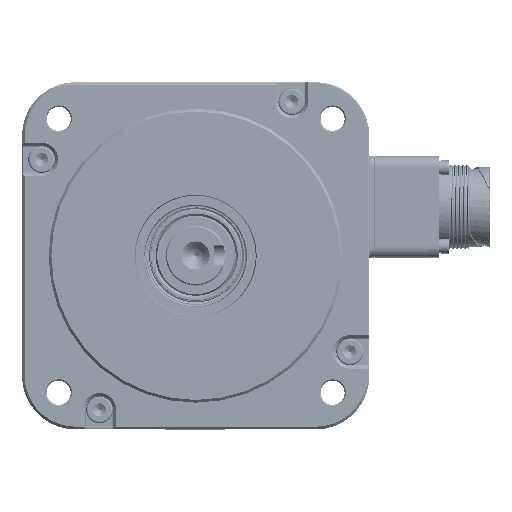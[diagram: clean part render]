
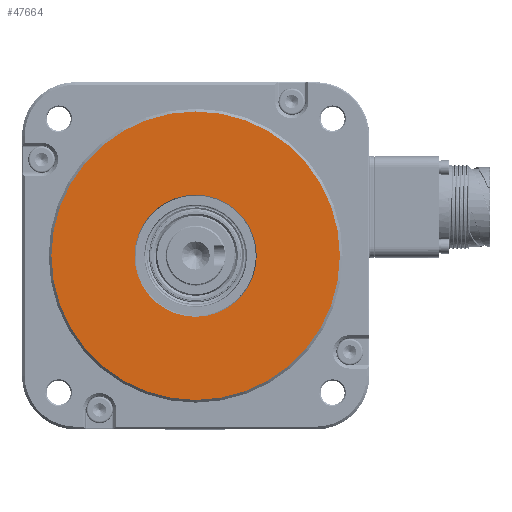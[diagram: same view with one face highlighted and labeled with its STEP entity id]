
A CAD part, top view. The second image highlights one B-rep face of the part: STEP entity #47664.
In plain terms, the highlighted planar face has unit normal (0, 0, 1).
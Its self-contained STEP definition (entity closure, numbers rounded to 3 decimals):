
#1005 = DIRECTION ( 'NONE',  ( 0., 0., -1. ) ) ;
#1960 = EDGE_CURVE ( 'NONE', #156601, #121389, #29582, .T. ) ;
#23380 = EDGE_LOOP ( 'NONE', ( #27963, #75192 ) ) ;
#27963 = ORIENTED_EDGE ( 'NONE', *, *, #182886, .T. ) ;
#29582 = CIRCLE ( 'NONE', #46467, 22.864 ) ;
#30880 = DIRECTION ( 'NONE',  ( 0., 0., 1. ) ) ;
#41077 = CIRCLE ( 'NONE', #63560, 54. ) ;
#46309 = DIRECTION ( 'NONE',  ( 0., 0., -1. ) ) ;
#46467 = AXIS2_PLACEMENT_3D ( 'NONE', #131287, #46309, #145493 ) ;
#47664 = ADVANCED_FACE ( 'NONE', ( #163324, #125629 ), #141811, .F. ) ;
#48340 = CARTESIAN_POINT ( 'NONE',  ( 0., 0., 40.827 ) ) ;
#55740 = EDGE_CURVE ( 'NONE', #124666, #118982, #41077, .T. ) ;
#57459 = CARTESIAN_POINT ( 'NONE',  ( 0., 0., 40.827 ) ) ;
#60787 = EDGE_CURVE ( 'NONE', #121389, #156601, #127951, .T. ) ;
#62575 = DIRECTION ( 'NONE',  ( -1., 0., 0. ) ) ;
#63560 = AXIS2_PLACEMENT_3D ( 'NONE', #115827, #30880, #130138 ) ;
#72101 = CARTESIAN_POINT ( 'NONE',  ( 0., 0., 40.827 ) ) ;
#75192 = ORIENTED_EDGE ( 'NONE', *, *, #55740, .T. ) ;
#81086 = ORIENTED_EDGE ( 'NONE', *, *, #1960, .T. ) ;
#83764 = AXIS2_PLACEMENT_3D ( 'NONE', #57459, #1005, #100216 ) ;
#86422 = DIRECTION ( 'NONE',  ( 1., 0., 0. ) ) ;
#100216 = DIRECTION ( 'NONE',  ( -1., 0., 0. ) ) ;
#104989 = AXIS2_PLACEMENT_3D ( 'NONE', #72101, #171427, #86422 ) ;
#106473 = CARTESIAN_POINT ( 'NONE',  ( 54., 0., 40.827 ) ) ;
#109328 = EDGE_LOOP ( 'NONE', ( #81086, #134861 ) ) ;
#115827 = CARTESIAN_POINT ( 'NONE',  ( 0., 0., 40.827 ) ) ;
#118982 = VERTEX_POINT ( 'NONE', #158814 ) ;
#121389 = VERTEX_POINT ( 'NONE', #148521 ) ;
#124666 = VERTEX_POINT ( 'NONE', #106473 ) ;
#125629 = FACE_OUTER_BOUND ( 'NONE', #23380, .T. ) ;
#127951 = CIRCLE ( 'NONE', #165129, 22.864 ) ;
#130138 = DIRECTION ( 'NONE',  ( 1., 0., 0. ) ) ;
#130895 = CARTESIAN_POINT ( 'NONE',  ( 0., 22.864, 40.827 ) ) ;
#131287 = CARTESIAN_POINT ( 'NONE',  ( 0., 0., 40.827 ) ) ;
#134861 = ORIENTED_EDGE ( 'NONE', *, *, #60787, .T. ) ;
#141811 = PLANE ( 'NONE',  #83764 ) ;
#145493 = DIRECTION ( 'NONE',  ( -1., 0., 0. ) ) ;
#147574 = DIRECTION ( 'NONE',  ( 0., 0., -1. ) ) ;
#148521 = CARTESIAN_POINT ( 'NONE',  ( 0., -22.864, 40.827 ) ) ;
#156601 = VERTEX_POINT ( 'NONE', #130895 ) ;
#158814 = CARTESIAN_POINT ( 'NONE',  ( -54., 0., 40.827 ) ) ;
#163324 = FACE_BOUND ( 'NONE', #109328, .T. ) ;
#165129 = AXIS2_PLACEMENT_3D ( 'NONE', #48340, #147574, #62575 ) ;
#171427 = DIRECTION ( 'NONE',  ( 0., 0., 1. ) ) ;
#182886 = EDGE_CURVE ( 'NONE', #118982, #124666, #183348, .T. ) ;
#183348 = CIRCLE ( 'NONE', #104989, 54. ) ;
